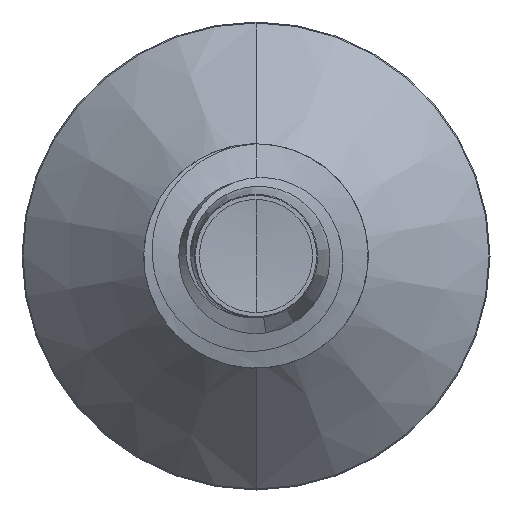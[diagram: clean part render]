
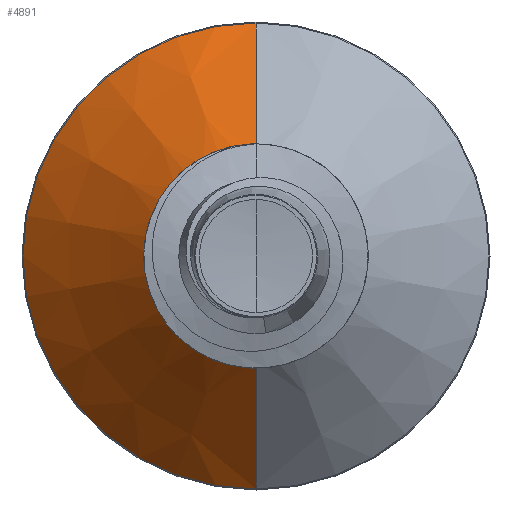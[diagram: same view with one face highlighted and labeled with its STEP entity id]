
A CAD part, front view. The second image highlights one B-rep face of the part: STEP entity #4891.
In plain terms, the highlighted conical face has half-angle 45 degrees and reference radius 1.633 mm.
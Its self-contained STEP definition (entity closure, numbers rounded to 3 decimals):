
#557 = CARTESIAN_POINT ( 'NONE',  ( 0., 6.335, -3.635 ) ) ;
#1167 = VECTOR ( 'NONE', #11496, 1000. ) ;
#1546 = CARTESIAN_POINT ( 'NONE',  ( 0., 6.335, 3.635 ) ) ;
#1674 = EDGE_CURVE ( 'NONE', #3543, #11141, #7522, .T. ) ;
#2810 = ORIENTED_EDGE ( 'NONE', *, *, #8283, .T. ) ;
#2952 = CARTESIAN_POINT ( 'NONE',  ( 0., 4.332, -1.632 ) ) ;
#3543 = VERTEX_POINT ( 'NONE', #2952 ) ;
#3639 = CONICAL_SURFACE ( 'NONE', #9091, 1.632, 0.785 ) ;
#4666 = VECTOR ( 'NONE', #8926, 1000. ) ;
#4891 = ADVANCED_FACE ( 'NONE', ( #11358 ), #3639, .T. ) ;
#5647 = ORIENTED_EDGE ( 'NONE', *, *, #1674, .F. ) ;
#6215 = DIRECTION ( 'NONE',  ( 0., 0., 1. ) ) ;
#6218 = DIRECTION ( 'NONE',  ( 0., 1., 0. ) ) ;
#6232 = CARTESIAN_POINT ( 'NONE',  ( 0., 4.332, 0. ) ) ;
#6689 = CIRCLE ( 'NONE', #7170, 1.632 ) ;
#6901 = DIRECTION ( 'NONE',  ( 0., 0., 1. ) ) ;
#6915 = DIRECTION ( 'NONE',  ( 0., 1., 0. ) ) ;
#6928 = CARTESIAN_POINT ( 'NONE',  ( 0., 6.335, 0. ) ) ;
#7170 = AXIS2_PLACEMENT_3D ( 'NONE', #6232, #6218, #6215 ) ;
#7522 = LINE ( 'NONE', #11099, #1167 ) ;
#7619 = CIRCLE ( 'NONE', #10136, 3.635 ) ;
#7988 = EDGE_CURVE ( 'NONE', #11141, #10735, #7619, .T. ) ;
#8257 = EDGE_LOOP ( 'NONE', ( #5647, #2810, #11975, #8973 ) ) ;
#8283 = EDGE_CURVE ( 'NONE', #3543, #10009, #6689, .T. ) ;
#8923 = CARTESIAN_POINT ( 'NONE',  ( 0., 4.332, 1.632 ) ) ;
#8926 = DIRECTION ( 'NONE',  ( 0., 0.707, 0.707 ) ) ;
#8973 = ORIENTED_EDGE ( 'NONE', *, *, #7988, .F. ) ;
#9091 = AXIS2_PLACEMENT_3D ( 'NONE', #9918, #9962, #9948 ) ;
#9918 = CARTESIAN_POINT ( 'NONE',  ( 0., 4.332, 0. ) ) ;
#9948 = DIRECTION ( 'NONE',  ( 0., 0., 1. ) ) ;
#9962 = DIRECTION ( 'NONE',  ( 0., 1., 0. ) ) ;
#10008 = LINE ( 'NONE', #8923, #4666 ) ;
#10009 = VERTEX_POINT ( 'NONE', #10530 ) ;
#10136 = AXIS2_PLACEMENT_3D ( 'NONE', #6928, #6915, #6901 ) ;
#10530 = CARTESIAN_POINT ( 'NONE',  ( 0., 4.332, 1.632 ) ) ;
#10735 = VERTEX_POINT ( 'NONE', #1546 ) ;
#11099 = CARTESIAN_POINT ( 'NONE',  ( 0., 4.332, -1.632 ) ) ;
#11141 = VERTEX_POINT ( 'NONE', #557 ) ;
#11358 = FACE_OUTER_BOUND ( 'NONE', #8257, .T. ) ;
#11496 = DIRECTION ( 'NONE',  ( 0., 0.707, -0.707 ) ) ;
#11604 = EDGE_CURVE ( 'NONE', #10009, #10735, #10008, .T. ) ;
#11975 = ORIENTED_EDGE ( 'NONE', *, *, #11604, .T. ) ;
